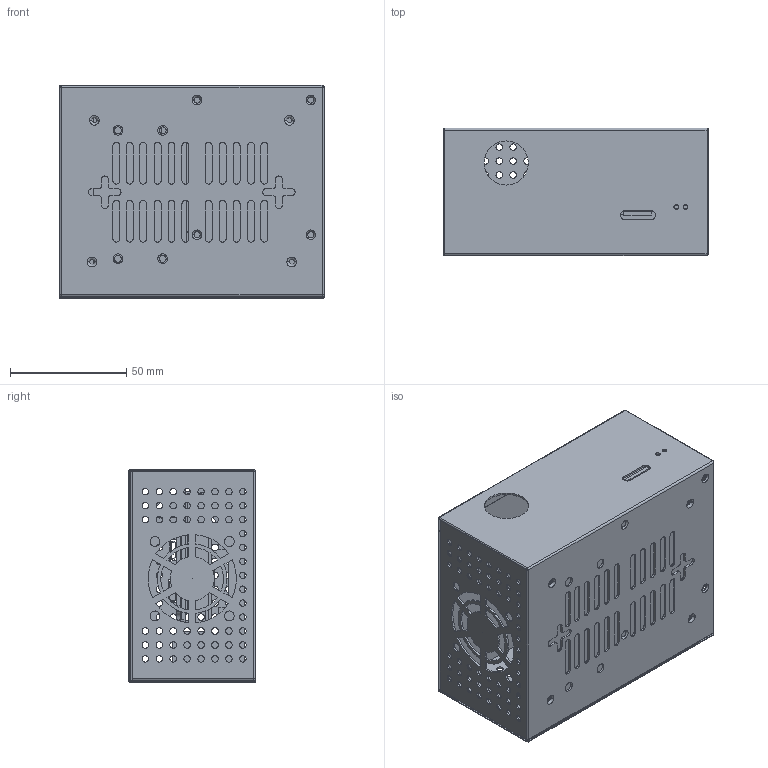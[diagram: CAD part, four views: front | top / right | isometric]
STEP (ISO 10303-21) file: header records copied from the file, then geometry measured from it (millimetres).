
FILE_DESCRIPTION((''),'2;1');
FILE_NAME('X857-C3_ASM','2020-12-31T15:43:58',('Administrator'),(''),'CREO PARAMETRIC BY PTC INC, 2019010','CREO PARAMETRIC BY PTC INC, 2019010','');
FILE_SCHEMA(('CONFIG_CONTROL_DESIGN'));
Length unit declared in the file: millimetre
Products named in the file (18): X857-C3-BOTTOM; X857-C3-TOP; PI4-PCB-A; USB; A-V; TYPE-C; PI4-PCB-ASM_ASM; PCB-X735-V2; DC-JACK-6; X735-PCB-ASM_ASM; UPS-V3; UPS-V3_ASM; X873-PCB; USB-1; X873-PCB-ASM_ASM; PCB-X873-PI4-UPS3_X735_ASM; BATTERY-COVER; X857-C3_ASM
Assembly tree (21 placements, depth 4):
  X857-C3_ASM
    X857-C3-BOTTOM
    X857-C3-TOP
    PCB-X873-PI4-UPS3_X735_ASM
      PI4-PCB-ASM_ASM
        PI4-PCB-A
        USB  x2
        A-V
        TYPE-C
      X735-PCB-ASM_ASM
        PCB-X735-V2
        DC-JACK-6
        USB
        TYPE-C
      UPS-V3_ASM
        UPS-V3
        TYPE-C
      X873-PCB-ASM_ASM
        X873-PCB
        USB-1
    BATTERY-COVER
Bounding box: 114.15 x 54.8 x 91.8 mm (x, y, z)
Volume: 87728.6 mm3; surface area: 141482.6 mm2
Topology: 16 solids, 18 shells, 1480 faces, 4097 edges, 2662 vertices
Faces by surface type: cylinder 818, plane 608, torus 24, cone 16, bspline 10, sphere 4
Entity records: 47144 total; most frequent: DIRECTION 8437, CARTESIAN_POINT 8057, ORIENTED_EDGE 7738, EDGE_CURVE 3873, AXIS2_PLACEMENT_3D 3128, VERTEX_POINT 2518, VECTOR 2181, LINE 2181
